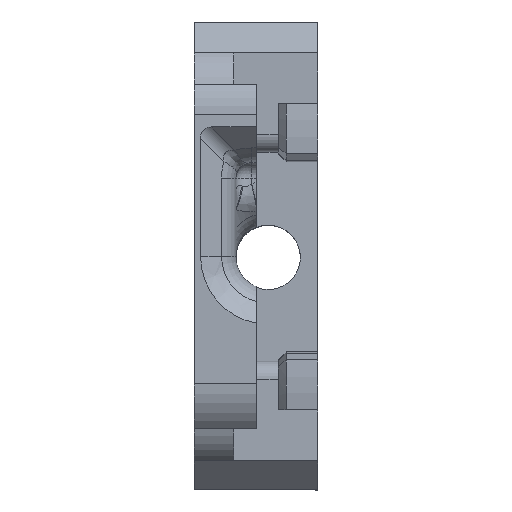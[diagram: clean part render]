
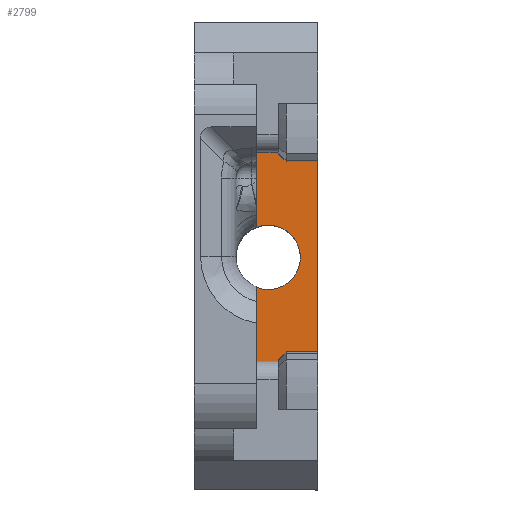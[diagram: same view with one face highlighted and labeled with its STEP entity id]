
A CAD part, top view. The second image highlights one B-rep face of the part: STEP entity #2799.
In plain terms, the highlighted planar face has unit normal (0, 0, 1).
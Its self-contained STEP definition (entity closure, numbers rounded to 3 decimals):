
#120=PLANE('',#3018);
#235=FACE_OUTER_BOUND('',#401,.T.);
#401=EDGE_LOOP('',(#2119,#2120,#2121,#2122,#2123,#2124));
#570=LINE('',#4260,#825);
#600=LINE('',#4569,#855);
#615=LINE('',#4696,#870);
#616=LINE('',#4698,#871);
#617=LINE('',#4699,#872);
#825=VECTOR('',#3321,10.);
#855=VECTOR('',#3409,10.);
#870=VECTOR('',#3484,10.);
#871=VECTOR('',#3485,10.);
#872=VECTOR('',#3486,10.);
#1069=CIRCLE('',#2980,4.1);
#1224=VERTEX_POINT('',#4257);
#1225=VERTEX_POINT('',#4259);
#1255=VERTEX_POINT('',#4511);
#1272=VERTEX_POINT('',#4567);
#1289=VERTEX_POINT('',#4695);
#1290=VERTEX_POINT('',#4697);
#1507=EDGE_CURVE('',#1224,#1225,#570,.T.);
#1550=EDGE_CURVE('',#1224,#1255,#1069,.T.);
#1570=EDGE_CURVE('',#1272,#1255,#600,.T.);
#1603=EDGE_CURVE('',#1289,#1272,#615,.T.);
#1604=EDGE_CURVE('',#1290,#1289,#616,.T.);
#1605=EDGE_CURVE('',#1225,#1290,#617,.T.);
#2119=ORIENTED_EDGE('',*,*,#1550,.T.);
#2120=ORIENTED_EDGE('',*,*,#1570,.F.);
#2121=ORIENTED_EDGE('',*,*,#1603,.F.);
#2122=ORIENTED_EDGE('',*,*,#1604,.F.);
#2123=ORIENTED_EDGE('',*,*,#1605,.F.);
#2124=ORIENTED_EDGE('',*,*,#1507,.F.);
#2799=ADVANCED_FACE('',(#235),#120,.T.);
#2980=AXIS2_PLACEMENT_3D('',#4513,#3381,#3382);
#3018=AXIS2_PLACEMENT_3D('',#4694,#3482,#3483);
#3321=DIRECTION('',(0.,1.,0.));
#3381=DIRECTION('center_axis',(0.,0.,
-1.));
#3382=DIRECTION('ref_axis',(1.,0.,0.));
#3409=DIRECTION('',(0.,1.,0.));
#3482=DIRECTION('center_axis',(0.,0.,
1.));
#3483=DIRECTION('ref_axis',(0.,-1.,0.));
#3484=DIRECTION('',(-1.,0.,0.));
#3485=DIRECTION('',(0.,-1.,0.));
#3486=DIRECTION('',(1.,0.,0.));
#4257=CARTESIAN_POINT('',(-27.,3.816,52.35));
#4259=CARTESIAN_POINT('',(-27.,20.499,52.35));
#4260=CARTESIAN_POINT('',(-27.,11.249,52.35));
#4511=CARTESIAN_POINT('',(-27.,-3.816,52.35));
#4513=CARTESIAN_POINT('Origin',(-25.5,0.,52.35));
#4567=CARTESIAN_POINT('',(-27.,-20.501,52.35));
#4569=CARTESIAN_POINT('',(-27.,11.249,52.35));
#4694=CARTESIAN_POINT('Origin',(-31.9,22.499,52.35));
#4695=CARTESIAN_POINT('',(-19.2,-20.501,52.35));
#4696=CARTESIAN_POINT('',(-31.9,-20.501,52.35));
#4697=CARTESIAN_POINT('',(-19.2,20.499,52.35));
#4698=CARTESIAN_POINT('',(-19.2,11.249,52.35));
#4699=CARTESIAN_POINT('',(-31.9,20.499,52.35));
